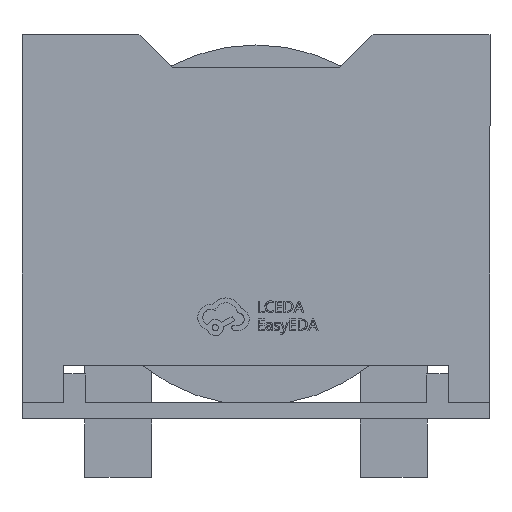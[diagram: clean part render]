
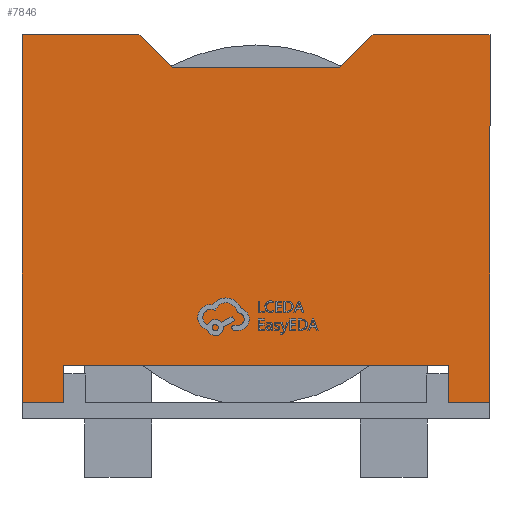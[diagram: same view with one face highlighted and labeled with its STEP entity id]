
A CAD part, front view. The second image highlights one B-rep face of the part: STEP entity #7846.
In plain terms, the highlighted planar face has unit normal (0, -1, 0).
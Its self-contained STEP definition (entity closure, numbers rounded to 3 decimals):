
#209 = EDGE_CURVE ( 'NONE', #5200, #13236, #3971, .T. ) ;
#341 = CARTESIAN_POINT ( 'NONE',  ( -7., -8.25, 22. ) ) ;
#438 = LINE ( 'NONE', #2482, #5483 ) ;
#441 = DIRECTION ( 'NONE',  ( -0.707, 0., 0.707 ) ) ;
#502 = ORIENTED_EDGE ( 'NONE', *, *, #1021, .F. ) ;
#609 = CARTESIAN_POINT ( 'NONE',  ( -14., -8.25, 0. ) ) ;
#920 = DIRECTION ( 'NONE',  ( 1., 0., 0. ) ) ;
#1021 = EDGE_CURVE ( 'NONE', #1983, #9210, #9378, .T. ) ;
#1108 = CARTESIAN_POINT ( 'NONE',  ( 0., -8.25, 0. ) ) ;
#1268 = VECTOR ( 'NONE', #4044, 1000. ) ;
#1271 = CARTESIAN_POINT ( 'NONE',  ( -14., -8.25, 22. ) ) ;
#1343 = DIRECTION ( 'NONE',  ( 1., 0., 0. ) ) ;
#1575 = LINE ( 'NONE', #13525, #10902 ) ;
#1728 = VECTOR ( 'NONE', #920, 1000. ) ;
#1740 = LINE ( 'NONE', #3838, #1268 ) ;
#1820 = VERTEX_POINT ( 'NONE', #2859 ) ;
#1840 = EDGE_CURVE ( 'NONE', #13236, #4393, #10852, .T. ) ;
#1870 = AXIS2_PLACEMENT_3D ( 'NONE', #1108, #9744, #5352 ) ;
#1880 = EDGE_CURVE ( 'NONE', #10227, #5200, #9714, .T. ) ;
#1983 = VERTEX_POINT ( 'NONE', #13674 ) ;
#2053 = DIRECTION ( 'NONE',  ( 0.707, 0., 0.707 ) ) ;
#2179 = DIRECTION ( 'NONE',  ( 0., 0., 1. ) ) ;
#2185 = ORIENTED_EDGE ( 'NONE', *, *, #13358, .T. ) ;
#2468 = VERTEX_POINT ( 'NONE', #10712 ) ;
#2482 = CARTESIAN_POINT ( 'NONE',  ( 5., -8.25, 20. ) ) ;
#2859 = CARTESIAN_POINT ( 'NONE',  ( 5., -8.25, 20. ) ) ;
#2978 = ORIENTED_EDGE ( 'NONE', *, *, #209, .T. ) ;
#3142 = ORIENTED_EDGE ( 'NONE', *, *, #6709, .F. ) ;
#3227 = ORIENTED_EDGE ( 'NONE', *, *, #9274, .F. ) ;
#3251 = ORIENTED_EDGE ( 'NONE', *, *, #13622, .F. ) ;
#3541 = VECTOR ( 'NONE', #13512, 1000. ) ;
#3838 = CARTESIAN_POINT ( 'NONE',  ( 14., -8.25, 0. ) ) ;
#3971 = LINE ( 'NONE', #609, #12365 ) ;
#4044 = DIRECTION ( 'NONE',  ( 0., 0., -1. ) ) ;
#4346 = CARTESIAN_POINT ( 'NONE',  ( -14., -8.25, 0. ) ) ;
#4393 = VERTEX_POINT ( 'NONE', #13307 ) ;
#4509 = EDGE_CURVE ( 'NONE', #4393, #9583, #1575, .T. ) ;
#4510 = CARTESIAN_POINT ( 'NONE',  ( 11.5, -8.25, 2.2 ) ) ;
#4563 = EDGE_CURVE ( 'NONE', #1820, #8289, #8495, .T. ) ;
#4717 = VECTOR ( 'NONE', #2179, 1000. ) ;
#4842 = VECTOR ( 'NONE', #11205, 1000. ) ;
#4972 = CARTESIAN_POINT ( 'NONE',  ( 11.5, -8.25, 2.2 ) ) ;
#5028 = ORIENTED_EDGE ( 'NONE', *, *, #4509, .T. ) ;
#5049 = ORIENTED_EDGE ( 'NONE', *, *, #4563, .F. ) ;
#5200 = VERTEX_POINT ( 'NONE', #6355 ) ;
#5321 = CARTESIAN_POINT ( 'NONE',  ( 7., -8.25, 22. ) ) ;
#5352 = DIRECTION ( 'NONE',  ( 0., 0., 1. ) ) ;
#5483 = VECTOR ( 'NONE', #9064, 1000. ) ;
#5535 = DIRECTION ( 'NONE',  ( -1., 0., 0. ) ) ;
#5832 = CARTESIAN_POINT ( 'NONE',  ( 14., -8.25, 0. ) ) ;
#6355 = CARTESIAN_POINT ( 'NONE',  ( -14., -8.25, 22. ) ) ;
#6390 = VERTEX_POINT ( 'NONE', #9243 ) ;
#6474 = CARTESIAN_POINT ( 'NONE',  ( 11.5, -8.25, 0. ) ) ;
#6709 = EDGE_CURVE ( 'NONE', #12358, #9583, #6896, .T. ) ;
#6896 = LINE ( 'NONE', #4972, #4842 ) ;
#6922 = EDGE_LOOP ( 'NONE', ( #502, #10655, #3251, #5049, #13258, #2185, #13485, #2978, #13982, #5028, #3142, #3227 ) ) ;
#7477 = LINE ( 'NONE', #11791, #4717 ) ;
#7846 = ADVANCED_FACE ( 'NONE', ( #11829 ), #9551, .F. ) ;
#8288 = DIRECTION ( 'NONE',  ( 0., 0., -1. ) ) ;
#8289 = VERTEX_POINT ( 'NONE', #5321 ) ;
#8393 = LINE ( 'NONE', #11706, #1728 ) ;
#8495 = LINE ( 'NONE', #10732, #12422 ) ;
#8732 = CARTESIAN_POINT ( 'NONE',  ( -14., -8.25, 0. ) ) ;
#8817 = EDGE_CURVE ( 'NONE', #2468, #1820, #438, .T. ) ;
#9064 = DIRECTION ( 'NONE',  ( 1., 0., 0. ) ) ;
#9210 = VERTEX_POINT ( 'NONE', #6474 ) ;
#9243 = CARTESIAN_POINT ( 'NONE',  ( 14., -8.25, 22. ) ) ;
#9274 = EDGE_CURVE ( 'NONE', #9210, #12358, #7477, .T. ) ;
#9378 = LINE ( 'NONE', #5832, #3541 ) ;
#9551 = PLANE ( 'NONE',  #1870 ) ;
#9581 = VECTOR ( 'NONE', #441, 1000. ) ;
#9583 = VERTEX_POINT ( 'NONE', #12801 ) ;
#9714 = LINE ( 'NONE', #1271, #13741 ) ;
#9744 = DIRECTION ( 'NONE',  ( 0., 1., 0. ) ) ;
#10096 = LINE ( 'NONE', #13118, #9581 ) ;
#10227 = VERTEX_POINT ( 'NONE', #341 ) ;
#10551 = VECTOR ( 'NONE', #1343, 1000. ) ;
#10655 = ORIENTED_EDGE ( 'NONE', *, *, #13106, .F. ) ;
#10712 = CARTESIAN_POINT ( 'NONE',  ( -5., -8.25, 20. ) ) ;
#10732 = CARTESIAN_POINT ( 'NONE',  ( 7., -8.25, 22. ) ) ;
#10852 = LINE ( 'NONE', #4346, #10551 ) ;
#10902 = VECTOR ( 'NONE', #13377, 1000. ) ;
#11205 = DIRECTION ( 'NONE',  ( -1., 0., 0. ) ) ;
#11706 = CARTESIAN_POINT ( 'NONE',  ( 14., -8.25, 22. ) ) ;
#11791 = CARTESIAN_POINT ( 'NONE',  ( 11.5, -8.25, 0. ) ) ;
#11829 = FACE_OUTER_BOUND ( 'NONE', #6922, .T. ) ;
#12358 = VERTEX_POINT ( 'NONE', #4510 ) ;
#12365 = VECTOR ( 'NONE', #8288, 1000. ) ;
#12422 = VECTOR ( 'NONE', #2053, 1000. ) ;
#12801 = CARTESIAN_POINT ( 'NONE',  ( -11.5, -8.25, 2.2 ) ) ;
#13106 = EDGE_CURVE ( 'NONE', #6390, #1983, #1740, .T. ) ;
#13118 = CARTESIAN_POINT ( 'NONE',  ( -7., -8.25, 22. ) ) ;
#13236 = VERTEX_POINT ( 'NONE', #8732 ) ;
#13258 = ORIENTED_EDGE ( 'NONE', *, *, #8817, .F. ) ;
#13307 = CARTESIAN_POINT ( 'NONE',  ( -11.5, -8.25, 0. ) ) ;
#13358 = EDGE_CURVE ( 'NONE', #2468, #10227, #10096, .T. ) ;
#13377 = DIRECTION ( 'NONE',  ( 0., 0., 1. ) ) ;
#13485 = ORIENTED_EDGE ( 'NONE', *, *, #1880, .T. ) ;
#13512 = DIRECTION ( 'NONE',  ( -1., 0., 0. ) ) ;
#13525 = CARTESIAN_POINT ( 'NONE',  ( -11.5, -8.25, 0. ) ) ;
#13622 = EDGE_CURVE ( 'NONE', #8289, #6390, #8393, .T. ) ;
#13674 = CARTESIAN_POINT ( 'NONE',  ( 14., -8.25, 0. ) ) ;
#13741 = VECTOR ( 'NONE', #5535, 1000. ) ;
#13982 = ORIENTED_EDGE ( 'NONE', *, *, #1840, .T. ) ;
